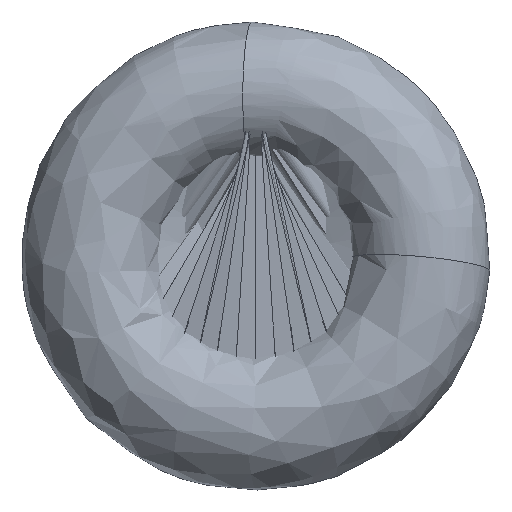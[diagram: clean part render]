
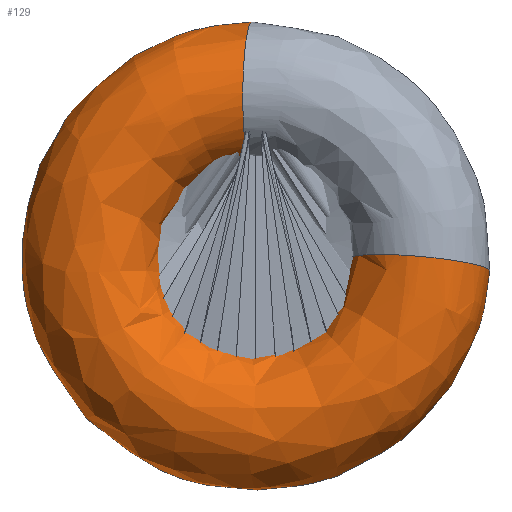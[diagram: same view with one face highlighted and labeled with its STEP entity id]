
A CAD part, left-side view. The second image highlights one B-rep face of the part: STEP entity #129.
In plain terms, the highlighted free-form (B-spline) face has degree [3, 3] with [7, 7] control points.
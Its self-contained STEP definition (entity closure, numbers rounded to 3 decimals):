
#129=ADVANCED_FACE('',(#142,#143),#140,.F.);
#140=(
BOUNDED_SURFACE()
B_SPLINE_SURFACE(3,3,((#296,#297,#298,#299,#300,#301,#302),(#303,#304,#305,
#306,#307,#308,#309),(#310,#311,#312,#313,#314,#315,#316),(#317,#318,#319,
#320,#321,#322,#323),(#324,#325,#326,#327,#328,#329,#330),(#331,#332,#333,
#334,#335,#336,#337),(#338,#339,#340,#341,#342,#343,#344)),
 .UNSPECIFIED.,.T.,.F.,.F.)
B_SPLINE_SURFACE_WITH_KNOTS((1,3,3,3,1),(4,3,4),(-0.5,0.,0.5,1.,1.5),(0.,
0.5,1.),.UNSPECIFIED.)
GEOMETRIC_REPRESENTATION_ITEM()
RATIONAL_B_SPLINE_SURFACE(((1.,0.6,0.6,1.,0.6,
0.6,1.),(0.333,0.2,0.2,
0.333,0.2,0.2,0.333),
(0.333,0.2,0.2,0.333,
0.2,0.2,0.333),(1.,0.6,
0.6,1.,0.6,0.6,1.),(0.333,
0.2,0.2,0.333,0.2,0.2,
0.333),(0.333,0.2,0.2,
0.333,0.2,0.2,0.333),
(1.,0.6,0.6,1.,0.6,0.6,
1.)))
REPRESENTATION_ITEM('')
SURFACE()
);
#142=FACE_BOUND('',#162,.T.);
#143=FACE_BOUND('',#163,.T.);
#162=EDGE_LOOP('',(#182));
#163=EDGE_LOOP('',(#183));
#182=ORIENTED_EDGE('',*,*,#213,.T.);
#183=ORIENTED_EDGE('',*,*,#214,.F.);
#202=VERTEX_POINT('',#293);
#203=VERTEX_POINT('',#295);
#213=EDGE_CURVE('',#202,#202,#223,.T.);
#214=EDGE_CURVE('',#203,#203,#224,.T.);
#223=CIRCLE('',#234,6.);
#224=CIRCLE('',#235,6.);
#234=AXIS2_PLACEMENT_3D('',#292,#254,#255);
#235=AXIS2_PLACEMENT_3D('',#294,#256,#257);
#254=DIRECTION('',(0.122,0.993,0.009));
#255=DIRECTION('',(0.992,-0.122,0.01));
#256=DIRECTION('',(0.122,-0.087,0.989));
#257=DIRECTION('',(0.992,0.,-0.122));
#292=CARTESIAN_POINT('',(5.955,0.37,13.998));
#293=CARTESIAN_POINT('',(11.91,-0.361,14.055));
#294=CARTESIAN_POINT('',(5.955,-13.984,-0.728));
#295=CARTESIAN_POINT('',(11.91,-13.984,-1.462));
#296=CARTESIAN_POINT('',(11.91,-13.984,-1.462));
#297=CARTESIAN_POINT('',(11.91,-12.496,-15.686));
#298=CARTESIAN_POINT('',(11.91,1.131,-20.023));
#299=CARTESIAN_POINT('',(11.91,10.566,-9.276));
#300=CARTESIAN_POINT('',(11.91,20.001,1.472));
#301=CARTESIAN_POINT('',(11.91,13.935,14.423));
#302=CARTESIAN_POINT('',(11.91,-0.361,14.055));
#303=CARTESIAN_POINT('',(12.037,-2.029,-0.432));
#304=CARTESIAN_POINT('',(12.037,-1.589,-2.495));
#305=CARTESIAN_POINT('',(12.037,0.478,-2.92));
#306=CARTESIAN_POINT('',(12.037,1.694,-1.196));
#307=CARTESIAN_POINT('',(12.037,2.911,0.527));
#308=CARTESIAN_POINT('',(12.037,1.82,2.333));
#309=CARTESIAN_POINT('',(12.037,-0.272,2.056));
#310=CARTESIAN_POINT('',(0.127,-2.029,1.036));
#311=CARTESIAN_POINT('',(0.127,-3.082,-1.028));
#312=CARTESIAN_POINT('',(0.127,-1.614,-2.82));
#313=CARTESIAN_POINT('',(0.127,0.616,-2.193));
#314=CARTESIAN_POINT('',(0.127,2.847,-1.566));
#315=CARTESIAN_POINT('',(0.127,3.166,0.729));
#316=CARTESIAN_POINT('',(0.127,1.192,1.941));
#317=CARTESIAN_POINT('',(0.,-13.984,0.006));
#318=CARTESIAN_POINT('',(0.,-13.989,-14.218));
#319=CARTESIAN_POINT('',(0.,-0.96,-19.923));
#320=CARTESIAN_POINT('',(0.,9.488,-10.272));
#321=CARTESIAN_POINT('',(0.,19.936,-0.621));
#322=CARTESIAN_POINT('',(0.,15.281,12.819));
#323=CARTESIAN_POINT('',(0.,1.102,13.94));
#324=CARTESIAN_POINT('',(-0.127,-25.939,-1.025));
#325=CARTESIAN_POINT('',(-0.127,-24.896,-27.408));
#326=CARTESIAN_POINT('',(-0.127,-0.306,-37.026));
#327=CARTESIAN_POINT('',(-0.127,18.36,-18.351));
#328=CARTESIAN_POINT('',(-0.127,37.026,0.324));
#329=CARTESIAN_POINT('',(-0.127,27.397,24.909));
#330=CARTESIAN_POINT('',(-0.127,1.013,25.939));
#331=CARTESIAN_POINT('',(11.783,-25.939,-2.493));
#332=CARTESIAN_POINT('',(11.783,-23.403,-28.876));
#333=CARTESIAN_POINT('',(11.783,1.785,-37.126));
#334=CARTESIAN_POINT('',(11.783,19.438,-17.355));
#335=CARTESIAN_POINT('',(11.783,37.09,2.416));
#336=CARTESIAN_POINT('',(11.783,26.05,26.513));
#337=CARTESIAN_POINT('',(11.783,-0.451,26.054));
#338=CARTESIAN_POINT('',(11.91,-13.984,-1.462));
#339=CARTESIAN_POINT('',(11.91,-12.496,-15.686));
#340=CARTESIAN_POINT('',(11.91,1.131,-20.023));
#341=CARTESIAN_POINT('',(11.91,10.566,-9.276));
#342=CARTESIAN_POINT('',(11.91,20.001,1.472));
#343=CARTESIAN_POINT('',(11.91,13.935,14.423));
#344=CARTESIAN_POINT('',(11.91,-0.361,14.055));
